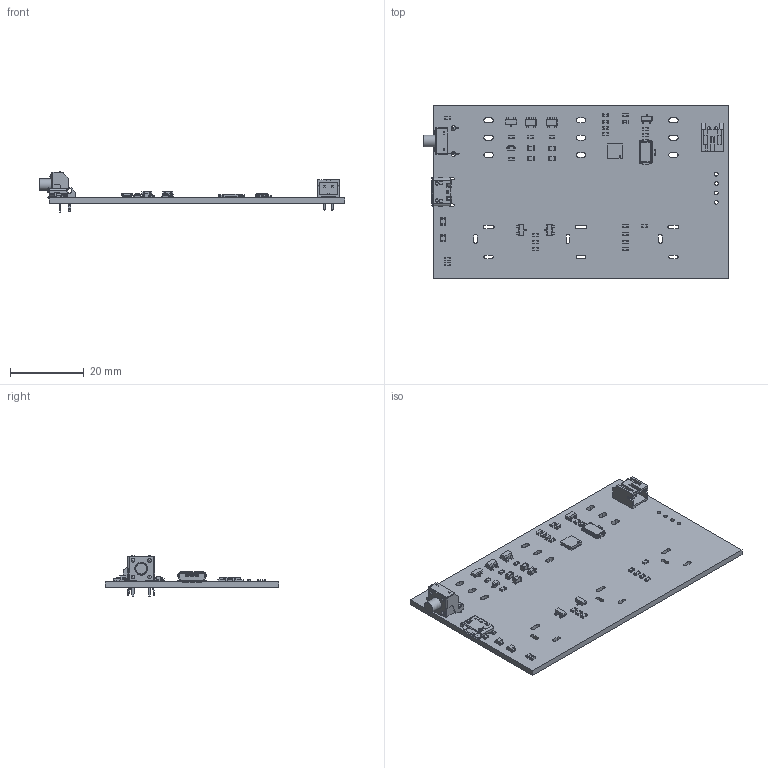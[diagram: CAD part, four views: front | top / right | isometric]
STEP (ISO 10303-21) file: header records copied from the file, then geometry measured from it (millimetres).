
FILE_DESCRIPTION(('KiCad electronic assembly'),'2;1');
FILE_NAME('ledTruck.step','2021-04-17T14:03:12',('An Author'),( 'A Company'),'Open CASCADE STEP processor 7.5', 'KiCad to STEP converter','Unknown');
FILE_SCHEMA(('AUTOMOTIVE_DESIGN { 1 0 10303 214 1 1 1 1 }'));
Length unit declared in the file: millimetre
Products named in the file (26): Open CASCADE STEP translator 7.5 1; SW_Tactile_SPST_Angled_PTS645Vx58-2LFS; SOLID; R_0603_1608Metric; SOT-23; D_SOD-323; C_0603_1608Metric; SOT-23-5; JST_PH_S2B-PH-K_1x02_P2.00mm_Horizontal; C_0805_2012Metric; LED_0805_2012Metric; QFN-32-1EP_4x4mm_P0.4mm_EP2.65x2.65mm; USB_Micro-B_Molex_47346-0001; Crystal_SMD_0603-4Pin_6.0x3.5mm; COMPOUND
Assembly tree (57 placements, depth 3):
  Open CASCADE STEP translator 7.5 1
    SW_Tactile_SPST_Angled_PTS645Vx58-2LFS
      SOLID
    R_0603_1608Metric  x19
      SOLID
    SOT-23  x4
      SOLID
    D_SOD-323
      SOLID
    C_0603_1608Metric  x7
      SOLID
    SOT-23-5  x2
      SOLID
    JST_PH_S2B-PH-K_1x02_P2.00mm_Horizontal
      SOLID
    C_0805_2012Metric  x4
      SOLID
    LED_0805_2012Metric  x2
      SOLID
    QFN-32-1EP_4x4mm_P0.4mm_EP2.65x2.65mm
      SOLID
    USB_Micro-B_Molex_47346-0001
      SOLID
    Crystal_SMD_0603-4Pin_6.0x3.5mm
      SOLID
    COMPOUND
Bounding box: 82.71 x 47 x 11 mm (x, y, z)
Volume: 6347.3 mm3; surface area: 9532.6 mm2
Topology: 45 solids, 45 shells, 2700 faces, 7219 edges, 4633 vertices
Faces by surface type: plane 1734, cylinder 729, bspline 192, torus 37, sphere 8
Full cylindrical faces by diameter (mm): 0.2 x9, 0.5 x1, 0.55 x2, 0.75 x2, 0.8 x4, 0.99 x2, 1 x4, 1.02 x4, 1.2 x2, 1.3 x2, 3.14 x1, 3.5 x1
Entity records: 122339 total; most frequent: CARTESIAN_POINT 24258, DIRECTION 16200, LINE 10901, VECTOR 10901, ORIENTED_EDGE 8778, PCURVE 8778, DEFINITIONAL_REPRESENTATION 8778, EDGE_CURVE 4389
